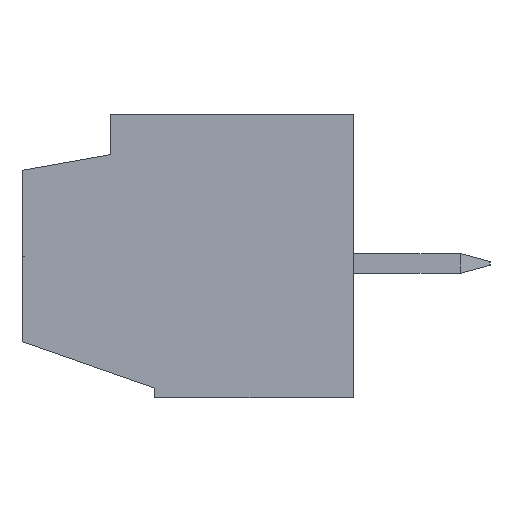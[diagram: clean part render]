
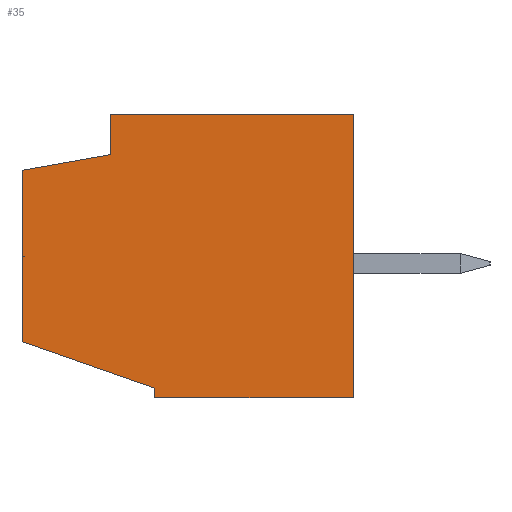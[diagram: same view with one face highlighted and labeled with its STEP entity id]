
A CAD part, left-side view. The second image highlights one B-rep face of the part: STEP entity #35.
In plain terms, the highlighted planar face has unit normal (-1, 0, 0).
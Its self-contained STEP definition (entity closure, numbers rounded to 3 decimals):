
#35 = ADVANCED_FACE('',(#36),#102,.F.);
#36 = FACE_BOUND('',#37,.F.);
#37 = EDGE_LOOP('',(#38,#48,#56,#64,#72,#80,#88,#96));
#38 = ORIENTED_EDGE('',*,*,#39,.T.);
#39 = EDGE_CURVE('',#40,#42,#44,.T.);
#40 = VERTEX_POINT('',#41);
#41 = CARTESIAN_POINT('',(-13.97,0.,3.645));
#42 = VERTEX_POINT('',#43);
#43 = CARTESIAN_POINT('',(-13.97,0.,-3.645));
#44 = LINE('',#45,#46);
#45 = CARTESIAN_POINT('',(-13.97,0.,3.645));
#46 = VECTOR('',#47,1.);
#47 = DIRECTION('',(0.,0.,-1.));
#48 = ORIENTED_EDGE('',*,*,#49,.T.);
#49 = EDGE_CURVE('',#42,#50,#52,.T.);
#50 = VERTEX_POINT('',#51);
#51 = CARTESIAN_POINT('',(-13.97,5.105,-3.645));
#52 = LINE('',#53,#54);
#53 = CARTESIAN_POINT('',(-13.97,0.,-3.645));
#54 = VECTOR('',#55,1.);
#55 = DIRECTION('',(0.,1.,0.));
#56 = ORIENTED_EDGE('',*,*,#57,.T.);
#57 = EDGE_CURVE('',#50,#58,#60,.T.);
#58 = VERTEX_POINT('',#59);
#59 = CARTESIAN_POINT('',(-13.97,5.105,-3.391));
#60 = LINE('',#61,#62);
#61 = CARTESIAN_POINT('',(-13.97,5.105,-3.645));
#62 = VECTOR('',#63,1.);
#63 = DIRECTION('',(0.,0.,1.));
#64 = ORIENTED_EDGE('',*,*,#65,.T.);
#65 = EDGE_CURVE('',#58,#66,#68,.T.);
#66 = VERTEX_POINT('',#67);
#67 = CARTESIAN_POINT('',(-13.97,8.509,-2.2));
#68 = LINE('',#69,#70);
#69 = CARTESIAN_POINT('',(-13.97,5.105,-3.391));
#70 = VECTOR('',#71,1.);
#71 = DIRECTION('',(0.,0.944,0.33));
#72 = ORIENTED_EDGE('',*,*,#73,.T.);
#73 = EDGE_CURVE('',#66,#74,#76,.T.);
#74 = VERTEX_POINT('',#75);
#75 = CARTESIAN_POINT('',(-13.97,8.509,2.2));
#76 = LINE('',#77,#78);
#77 = CARTESIAN_POINT('',(-13.97,8.509,-2.2));
#78 = VECTOR('',#79,1.);
#79 = DIRECTION('',(0.,0.,1.));
#80 = ORIENTED_EDGE('',*,*,#81,.T.);
#81 = EDGE_CURVE('',#74,#82,#84,.T.);
#82 = VERTEX_POINT('',#83);
#83 = CARTESIAN_POINT('',(-13.97,6.248,2.604));
#84 = LINE('',#85,#86);
#85 = CARTESIAN_POINT('',(-13.97,8.509,2.2));
#86 = VECTOR('',#87,1.);
#87 = DIRECTION('',(0.,-0.984,0.176));
#88 = ORIENTED_EDGE('',*,*,#89,.T.);
#89 = EDGE_CURVE('',#82,#90,#92,.T.);
#90 = VERTEX_POINT('',#91);
#91 = CARTESIAN_POINT('',(-13.97,6.248,3.645));
#92 = LINE('',#93,#94);
#93 = CARTESIAN_POINT('',(-13.97,6.248,2.604));
#94 = VECTOR('',#95,1.);
#95 = DIRECTION('',(0.,0.,1.));
#96 = ORIENTED_EDGE('',*,*,#97,.T.);
#97 = EDGE_CURVE('',#90,#40,#98,.T.);
#98 = LINE('',#99,#100);
#99 = CARTESIAN_POINT('',(-13.97,6.248,3.645));
#100 = VECTOR('',#101,1.);
#101 = DIRECTION('',(0.,-1.,0.));
#102 = PLANE('',#103);
#103 = AXIS2_PLACEMENT_3D('',#104,#105,#106);
#104 = CARTESIAN_POINT('',(-13.97,0.,0.));
#105 = DIRECTION('',(1.,0.,0.));
#106 = DIRECTION('',(0.,0.,-1.));
